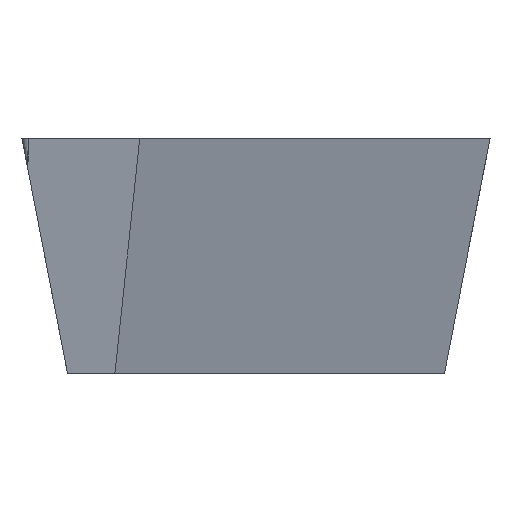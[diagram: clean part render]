
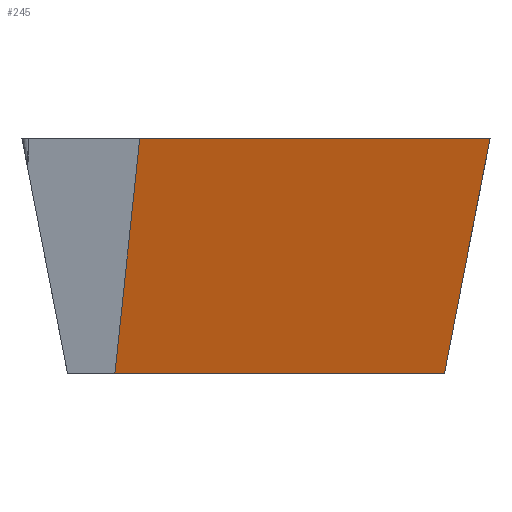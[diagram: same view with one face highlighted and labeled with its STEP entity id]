
A CAD part, left-side view. The second image highlights one B-rep face of the part: STEP entity #245.
In plain terms, the highlighted planar face has unit normal (-0.563, -0.804, -0.191).
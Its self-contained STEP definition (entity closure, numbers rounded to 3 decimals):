
#14 = DIRECTION ( 'NONE',  ( -0.819, 0.574, 0. ) ) ;
#28 = CARTESIAN_POINT ( 'NONE',  ( -7.434, 2.084, -3.18 ) ) ;
#64 = DIRECTION ( 'NONE',  ( -0.819, 0.574, 0. ) ) ;
#70 = DIRECTION ( 'NONE',  ( -0.183, -0.104, 0.978 ) ) ;
#73 = CARTESIAN_POINT ( 'NONE',  ( -7.788, 1.577, 0. ) ) ;
#75 = CARTESIAN_POINT ( 'NONE',  ( -7.788, 1.577, 0. ) ) ;
#90 = EDGE_CURVE ( 'NONE', #363, #297, #177, .T. ) ;
#92 = FACE_OUTER_BOUND ( 'NONE', #309, .T. ) ;
#129 = CARTESIAN_POINT ( 'NONE',  ( -1.001, -3.175, 0. ) ) ;
#136 = DIRECTION ( 'NONE',  ( -0.06, -0.19, 0.98 ) ) ;
#154 = CARTESIAN_POINT ( 'NONE',  ( -7.192, 1.915, -3.18 ) ) ;
#172 = CARTESIAN_POINT ( 'NONE',  ( -0.806, -2.557, -3.18 ) ) ;
#177 = LINE ( 'NONE', #129, #178 ) ;
#178 = VECTOR ( 'NONE', #136, 1000. ) ;
#195 = LINE ( 'NONE', #28, #282 ) ;
#200 = DIRECTION ( 'NONE',  ( -0.819, 0.574, 0. ) ) ;
#203 = PLANE ( 'NONE',  #296 ) ;
#205 = CARTESIAN_POINT ( 'NONE',  ( -7.788, 1.577, 0. ) ) ;
#236 = DIRECTION ( 'NONE',  ( -0.563, -0.804, -0.191 ) ) ;
#238 = CARTESIAN_POINT ( 'NONE',  ( -7.788, 1.577, 0. ) ) ;
#239 = VERTEX_POINT ( 'NONE', #238 ) ;
#244 = ORIENTED_EDGE ( 'NONE', *, *, #431, .T. ) ;
#245 = ADVANCED_FACE ( 'NONE', ( #92 ), #203, .T. ) ;
#246 = ORIENTED_EDGE ( 'NONE', *, *, #437, .F. ) ;
#250 = ORIENTED_EDGE ( 'NONE', *, *, #443, .F. ) ;
#260 = ORIENTED_EDGE ( 'NONE', *, *, #90, .T. ) ;
#280 = VECTOR ( 'NONE', #70, 1000. ) ;
#282 = VECTOR ( 'NONE', #14, 1000. ) ;
#286 = LINE ( 'NONE', #73, #280 ) ;
#296 = AXIS2_PLACEMENT_3D ( 'NONE', #75, #236, #200 ) ;
#297 = VERTEX_POINT ( 'NONE', #444 ) ;
#309 = EDGE_LOOP ( 'NONE', ( #244, #246, #250, #260 ) ) ;
#317 = LINE ( 'NONE', #205, #370 ) ;
#363 = VERTEX_POINT ( 'NONE', #172 ) ;
#370 = VECTOR ( 'NONE', #64, 1000. ) ;
#385 = VERTEX_POINT ( 'NONE', #154 ) ;
#431 = EDGE_CURVE ( 'NONE', #297, #239, #317, .T. ) ;
#437 = EDGE_CURVE ( 'NONE', #385, #239, #286, .T. ) ;
#443 = EDGE_CURVE ( 'NONE', #363, #385, #195, .T. ) ;
#444 = CARTESIAN_POINT ( 'NONE',  ( -1.001, -3.175, 0. ) ) ;
